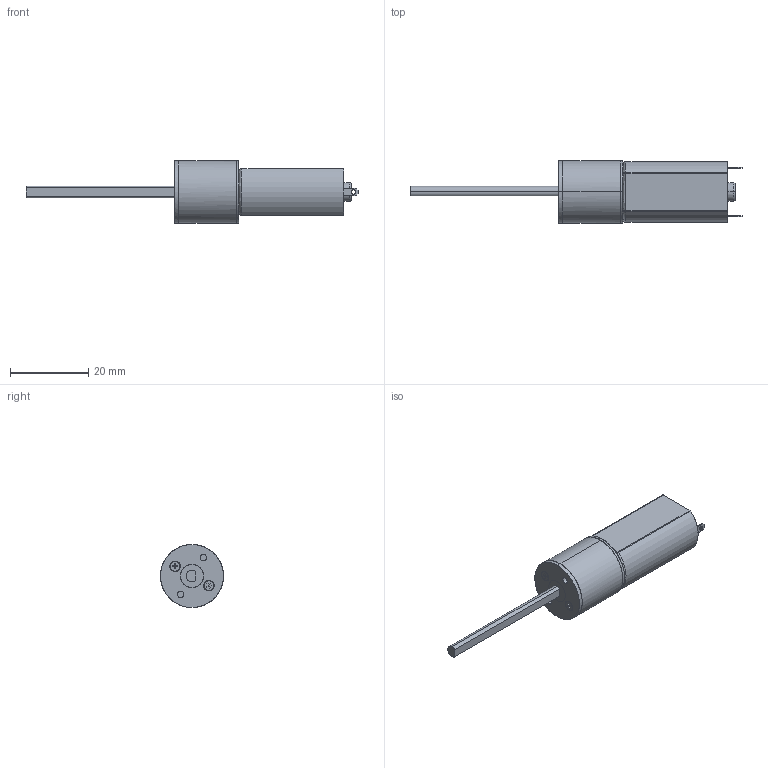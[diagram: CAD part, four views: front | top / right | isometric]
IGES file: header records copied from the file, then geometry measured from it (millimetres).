
Start section: SolidWorks IGES file using NURBS representation for surfaces
Global section: file name: FingerTech Silver Spark 16mm motor 300 ratio.IGS; native system: SolidWorks 2009; preprocessor: SolidWorks 2009; author: Kurtis; date: 120919.132924; units: millimetre
Bounding box: 84.82 x 16.08 x 16.08 mm (x, y, z)
Surface area: 4152.3 mm2 (no closed solid volume)
Topology: 0 solids, 0 shells, 153 faces, 2322 edges, 2672 vertices
Faces by surface type: bspline 153
